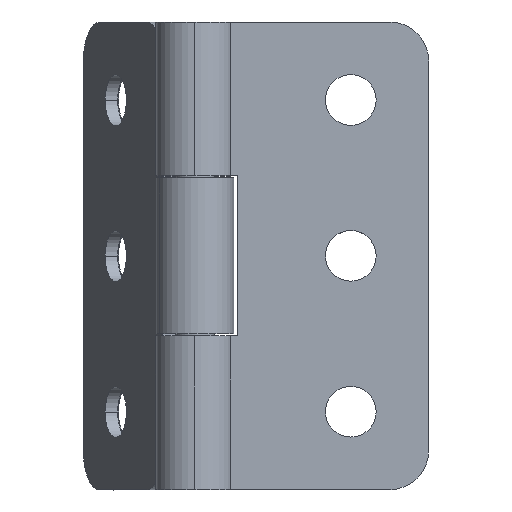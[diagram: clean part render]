
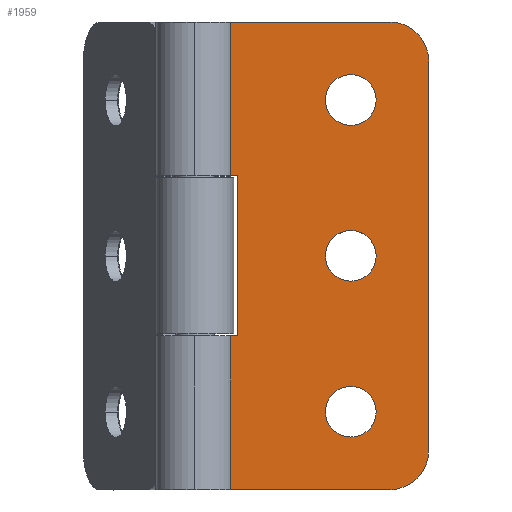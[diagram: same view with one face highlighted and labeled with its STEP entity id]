
A CAD part, top view. The second image highlights one B-rep face of the part: STEP entity #1959.
In plain terms, the highlighted planar face has unit normal (0, 0, 1).
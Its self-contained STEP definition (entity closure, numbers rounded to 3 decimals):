
#23 = ORIENTED_EDGE ( 'NONE', *, *, #367, .F. ) ;
#33 = CARTESIAN_POINT ( 'NONE',  ( 20., -20., 2. ) ) ;
#68 = CARTESIAN_POINT ( 'NONE',  ( 5.5, -10.25, 2. ) ) ;
#71 = DIRECTION ( 'NONE',  ( 0., -1., 0. ) ) ;
#149 = DIRECTION ( 'NONE',  ( -1., 0., 0. ) ) ;
#155 = VERTEX_POINT ( 'NONE', #211 ) ;
#183 = EDGE_CURVE ( 'NONE', #1351, #2051, #1670, .T. ) ;
#211 = CARTESIAN_POINT ( 'NONE',  ( 5.5, 10.25, 2. ) ) ;
#243 = DIRECTION ( 'NONE',  ( 1., 0., 0. ) ) ;
#247 = DIRECTION ( 'NONE',  ( 1., 0., 0. ) ) ;
#263 = LINE ( 'NONE', #1072, #2393 ) ;
#276 = ORIENTED_EDGE ( 'NONE', *, *, #379, .F. ) ;
#279 = VERTEX_POINT ( 'NONE', #851 ) ;
#291 = CIRCLE ( 'NONE', #1836, 3.25 ) ;
#367 = EDGE_CURVE ( 'NONE', #1351, #2016, #1698, .T. ) ;
#379 = EDGE_CURVE ( 'NONE', #2415, #817, #2274, .T. ) ;
#419 = DIRECTION ( 'NONE',  ( 1., 0., 0. ) ) ;
#440 = CARTESIAN_POINT ( 'NONE',  ( 16.75, -20., 2. ) ) ;
#450 = LINE ( 'NONE', #2364, #1359 ) ;
#452 = FACE_BOUND ( 'NONE', #1430, .T. ) ;
#454 = CARTESIAN_POINT ( 'NONE',  ( 0., -10.25, 2. ) ) ;
#457 = DIRECTION ( 'NONE',  ( 0., 0., 1. ) ) ;
#462 = DIRECTION ( 'NONE',  ( 0., 0., 1. ) ) ;
#482 = LINE ( 'NONE', #927, #926 ) ;
#509 = VECTOR ( 'NONE', #781, 1000. ) ;
#527 = VERTEX_POINT ( 'NONE', #691 ) ;
#537 = ORIENTED_EDGE ( 'NONE', *, *, #908, .T. ) ;
#571 = LINE ( 'NONE', #1302, #509 ) ;
#596 = DIRECTION ( 'NONE',  ( 0., 0., 1. ) ) ;
#609 = EDGE_CURVE ( 'NONE', #279, #1187, #482, .T. ) ;
#635 = DIRECTION ( 'NONE',  ( 0., 0., 1. ) ) ;
#641 = ORIENTED_EDGE ( 'NONE', *, *, #1621, .F. ) ;
#642 = ORIENTED_EDGE ( 'NONE', *, *, #2069, .F. ) ;
#691 = CARTESIAN_POINT ( 'NONE',  ( 4.583, 10.25, 2. ) ) ;
#694 = CARTESIAN_POINT ( 'NONE',  ( 20., 20., 2. ) ) ;
#702 = EDGE_LOOP ( 'NONE', ( #23, #920, #828, #537, #1928, #641, #1971, #941, #924, #1203 ) ) ;
#723 = AXIS2_PLACEMENT_3D ( 'NONE', #1728, #992, #1378 ) ;
#728 = CARTESIAN_POINT ( 'NONE',  ( 23.25, 0., 2. ) ) ;
#757 = DIRECTION ( 'NONE',  ( 1., 0., 0. ) ) ;
#781 = DIRECTION ( 'NONE',  ( 0., 1., 0. ) ) ;
#806 = VECTOR ( 'NONE', #149, 1000. ) ;
#817 = VERTEX_POINT ( 'NONE', #1421 ) ;
#828 = ORIENTED_EDGE ( 'NONE', *, *, #2347, .T. ) ;
#832 = EDGE_LOOP ( 'NONE', ( #642, #276 ) ) ;
#840 = LINE ( 'NONE', #454, #1174 ) ;
#851 = CARTESIAN_POINT ( 'NONE',  ( 4.583, -10.25, 2. ) ) ;
#893 = FACE_BOUND ( 'NONE', #832, .T. ) ;
#894 = VECTOR ( 'NONE', #2061, 1000. ) ;
#900 = DIRECTION ( 'NONE',  ( 0., -1., 0. ) ) ;
#908 = EDGE_CURVE ( 'NONE', #1473, #527, #450, .T. ) ;
#920 = ORIENTED_EDGE ( 'NONE', *, *, #183, .T. ) ;
#924 = ORIENTED_EDGE ( 'NONE', *, *, #1511, .F. ) ;
#926 = VECTOR ( 'NONE', #900, 1000. ) ;
#927 = CARTESIAN_POINT ( 'NONE',  ( 4.583, 30., 2. ) ) ;
#928 = DIRECTION ( 'NONE',  ( 0., 0., 1. ) ) ;
#931 = AXIS2_PLACEMENT_3D ( 'NONE', #2336, #457, #1937 ) ;
#941 = ORIENTED_EDGE ( 'NONE', *, *, #609, .T. ) ;
#975 = AXIS2_PLACEMENT_3D ( 'NONE', #1926, #1943, #1176 ) ;
#981 = CARTESIAN_POINT ( 'NONE',  ( 30., 25., 2. ) ) ;
#992 = DIRECTION ( 'NONE',  ( 0., 0., 1. ) ) ;
#1059 = DIRECTION ( 'NONE',  ( 1., 0., 0. ) ) ;
#1072 = CARTESIAN_POINT ( 'NONE',  ( 0., 30., 2. ) ) ;
#1095 = CARTESIAN_POINT ( 'NONE',  ( 16.75, 20., 2. ) ) ;
#1130 = CARTESIAN_POINT ( 'NONE',  ( 25., -30., 2. ) ) ;
#1150 = VERTEX_POINT ( 'NONE', #1095 ) ;
#1152 = ORIENTED_EDGE ( 'NONE', *, *, #1470, .F. ) ;
#1174 = VECTOR ( 'NONE', #1368, 1000. ) ;
#1176 = DIRECTION ( 'NONE',  ( 1., 0., 0. ) ) ;
#1181 = EDGE_CURVE ( 'NONE', #155, #527, #1381, .T. ) ;
#1187 = VERTEX_POINT ( 'NONE', #1844 ) ;
#1191 = CARTESIAN_POINT ( 'NONE',  ( 30., -25., 2. ) ) ;
#1203 = ORIENTED_EDGE ( 'NONE', *, *, #1361, .T. ) ;
#1220 = DIRECTION ( 'NONE',  ( 0., -1., 0. ) ) ;
#1242 = EDGE_CURVE ( 'NONE', #1446, #1993, #1533, .T. ) ;
#1272 = CARTESIAN_POINT ( 'NONE',  ( 0., 10.25, 2. ) ) ;
#1275 = DIRECTION ( 'NONE',  ( -1., 0., 0. ) ) ;
#1284 = DIRECTION ( 'NONE',  ( 1., 0., 0. ) ) ;
#1302 = CARTESIAN_POINT ( 'NONE',  ( 5.5, -10.25, 2. ) ) ;
#1312 = AXIS2_PLACEMENT_3D ( 'NONE', #33, #596, #757 ) ;
#1351 = VERTEX_POINT ( 'NONE', #981 ) ;
#1355 = DIRECTION ( 'NONE',  ( 0., 0., 1. ) ) ;
#1359 = VECTOR ( 'NONE', #1220, 1000. ) ;
#1361 = EDGE_CURVE ( 'NONE', #1671, #2016, #1709, .T. ) ;
#1368 = DIRECTION ( 'NONE',  ( -1., 0., 0. ) ) ;
#1374 = CARTESIAN_POINT ( 'NONE',  ( 20., 0., 2. ) ) ;
#1378 = DIRECTION ( 'NONE',  ( 1., 0., 0. ) ) ;
#1379 = PLANE ( 'NONE',  #2161 ) ;
#1381 = LINE ( 'NONE', #1272, #894 ) ;
#1390 = CARTESIAN_POINT ( 'NONE',  ( 23.25, -20., 2. ) ) ;
#1421 = CARTESIAN_POINT ( 'NONE',  ( 16.75, 0., 2. ) ) ;
#1430 = EDGE_LOOP ( 'NONE', ( #1152, #1464 ) ) ;
#1446 = VERTEX_POINT ( 'NONE', #1390 ) ;
#1464 = ORIENTED_EDGE ( 'NONE', *, *, #2362, .F. ) ;
#1470 = EDGE_CURVE ( 'NONE', #1150, #2414, #2308, .T. ) ;
#1473 = VERTEX_POINT ( 'NONE', #2403 ) ;
#1484 = AXIS2_PLACEMENT_3D ( 'NONE', #2312, #1355, #419 ) ;
#1511 = EDGE_CURVE ( 'NONE', #1671, #1187, #1826, .T. ) ;
#1533 = CIRCLE ( 'NONE', #1312, 3.25 ) ;
#1621 = EDGE_CURVE ( 'NONE', #1967, #155, #571, .T. ) ;
#1625 = CARTESIAN_POINT ( 'NONE',  ( 0., -30., 2. ) ) ;
#1629 = ORIENTED_EDGE ( 'NONE', *, *, #1985, .F. ) ;
#1670 = CIRCLE ( 'NONE', #1484, 5. ) ;
#1671 = VERTEX_POINT ( 'NONE', #1130 ) ;
#1698 = LINE ( 'NONE', #1783, #2385 ) ;
#1709 = CIRCLE ( 'NONE', #723, 5. ) ;
#1728 = CARTESIAN_POINT ( 'NONE',  ( 25., -25., 2. ) ) ;
#1748 = CARTESIAN_POINT ( 'NONE',  ( 25., 30., 2. ) ) ;
#1768 = EDGE_LOOP ( 'NONE', ( #1629, #2410 ) ) ;
#1783 = CARTESIAN_POINT ( 'NONE',  ( 30., 30., 2. ) ) ;
#1802 = AXIS2_PLACEMENT_3D ( 'NONE', #2407, #2400, #1059 ) ;
#1826 = LINE ( 'NONE', #1625, #806 ) ;
#1836 = AXIS2_PLACEMENT_3D ( 'NONE', #1374, #635, #247 ) ;
#1844 = CARTESIAN_POINT ( 'NONE',  ( 4.583, -30., 2. ) ) ;
#1926 = CARTESIAN_POINT ( 'NONE',  ( 20., -20., 2. ) ) ;
#1928 = ORIENTED_EDGE ( 'NONE', *, *, #1181, .F. ) ;
#1937 = DIRECTION ( 'NONE',  ( 1., 0., 0. ) ) ;
#1943 = DIRECTION ( 'NONE',  ( 0., 0., 1. ) ) ;
#1959 = ADVANCED_FACE ( 'NONE', ( #2098, #893, #452, #2394 ), #1379, .T. ) ;
#1967 = VERTEX_POINT ( 'NONE', #68 ) ;
#1971 = ORIENTED_EDGE ( 'NONE', *, *, #2075, .T. ) ;
#1985 = EDGE_CURVE ( 'NONE', #1993, #1446, #2124, .T. ) ;
#1993 = VERTEX_POINT ( 'NONE', #440 ) ;
#2016 = VERTEX_POINT ( 'NONE', #1191 ) ;
#2051 = VERTEX_POINT ( 'NONE', #1748 ) ;
#2061 = DIRECTION ( 'NONE',  ( -1., 0., 0. ) ) ;
#2069 = EDGE_CURVE ( 'NONE', #817, #2415, #291, .T. ) ;
#2075 = EDGE_CURVE ( 'NONE', #1967, #279, #840, .T. ) ;
#2098 = FACE_BOUND ( 'NONE', #1768, .T. ) ;
#2124 = CIRCLE ( 'NONE', #975, 3.25 ) ;
#2161 = AXIS2_PLACEMENT_3D ( 'NONE', #2323, #462, #243 ) ;
#2201 = AXIS2_PLACEMENT_3D ( 'NONE', #694, #928, #1284 ) ;
#2272 = CARTESIAN_POINT ( 'NONE',  ( 23.25, 20., 2. ) ) ;
#2274 = CIRCLE ( 'NONE', #931, 3.25 ) ;
#2308 = CIRCLE ( 'NONE', #2201, 3.25 ) ;
#2312 = CARTESIAN_POINT ( 'NONE',  ( 25., 25., 2. ) ) ;
#2323 = CARTESIAN_POINT ( 'NONE',  ( 0., 30., 2. ) ) ;
#2336 = CARTESIAN_POINT ( 'NONE',  ( 20., 0., 2. ) ) ;
#2347 = EDGE_CURVE ( 'NONE', #2051, #1473, #263, .T. ) ;
#2362 = EDGE_CURVE ( 'NONE', #2414, #1150, #2369, .T. ) ;
#2364 = CARTESIAN_POINT ( 'NONE',  ( 4.583, 30., 2. ) ) ;
#2369 = CIRCLE ( 'NONE', #1802, 3.25 ) ;
#2385 = VECTOR ( 'NONE', #71, 1000. ) ;
#2393 = VECTOR ( 'NONE', #1275, 1000. ) ;
#2394 = FACE_OUTER_BOUND ( 'NONE', #702, .T. ) ;
#2400 = DIRECTION ( 'NONE',  ( 0., 0., 1. ) ) ;
#2403 = CARTESIAN_POINT ( 'NONE',  ( 4.583, 30., 2. ) ) ;
#2407 = CARTESIAN_POINT ( 'NONE',  ( 20., 20., 2. ) ) ;
#2410 = ORIENTED_EDGE ( 'NONE', *, *, #1242, .F. ) ;
#2414 = VERTEX_POINT ( 'NONE', #2272 ) ;
#2415 = VERTEX_POINT ( 'NONE', #728 ) ;
